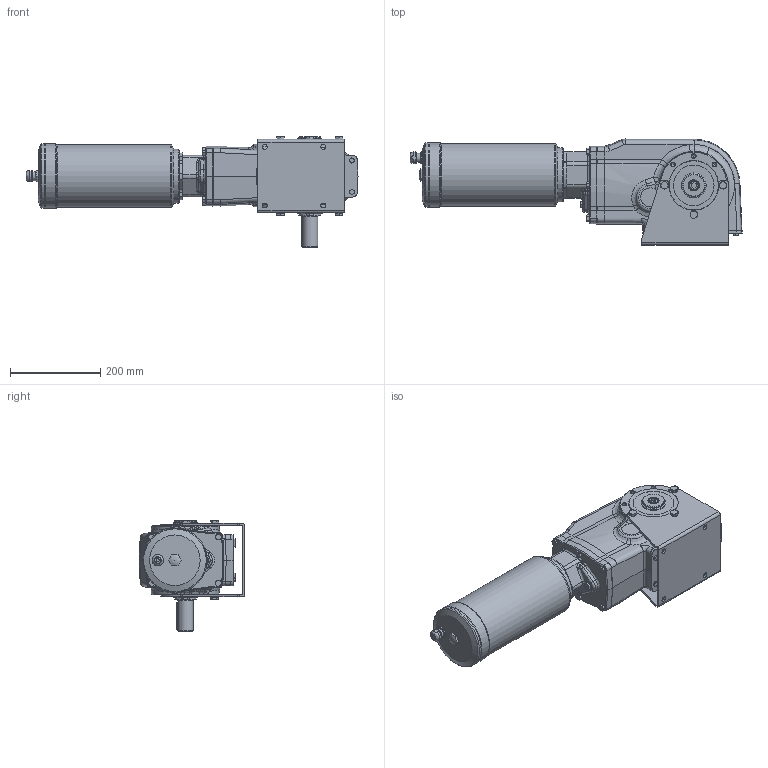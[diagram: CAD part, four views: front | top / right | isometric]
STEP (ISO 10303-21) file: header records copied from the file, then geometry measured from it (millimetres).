
FILE_DESCRIPTION( ( 'Unknown' ), '1' );
FILE_NAME( '868BB96BFA56C231BCA46CC08B655EBE.3d.stp', 'Unknown', ( 'Unknown' ), ( 'Unknown' ), 'PSStep 10.1', 'Unknown', ' ' );
FILE_SCHEMA( ( 'AUTOMOTIVE_DESIGN { 1 0 10303 214 1 1 1 1 }' ) );
Length unit declared in the file: millimetre
Products named in the file (1): X73N
Bounding box: 736.4 x 234.99 x 245.9 mm (x, y, z)
Volume: 13581711 mm3; surface area: 631302 mm2
Topology: 1 solids, 33 shells, 1119 faces, 2638 edges, 1642 vertices
Faces by surface type: plane 441, cylinder 283, cone 231, bspline 85, torus 74, extrusion 4, sphere 1
Full cylindrical faces by diameter (mm): 2.6 x1, 4.917 x9, 6 x14, 7 x19, 8.376 x32, 8.9 x8, 10 x12, 10.106 x1, 10.5 x6, 11 x4, 11.6 x6, 12 x6, 12.5 x1, 13.4 x1, 14.6 x6, 16.662 x1, 18 x2, 19 x1, 20 x1, 21 x1, 23 x1, 25 x1, 34.6 x1, 35 x2, 40 x1, 42.5 x2, 48 x1, 49.5 x1, 55 x2, 62 x1
Entity records: 51359 total; most frequent: CARTESIAN_POINT 19196, DIRECTION 4751, ORIENTED_EDGE 4386, EDGE_CURVE 2193, AXIS2_PLACEMENT_3D 1970, EDGE_LOOP 1551, VERTEX_POINT 1518, FACE_OUTER_BOUND 1342
